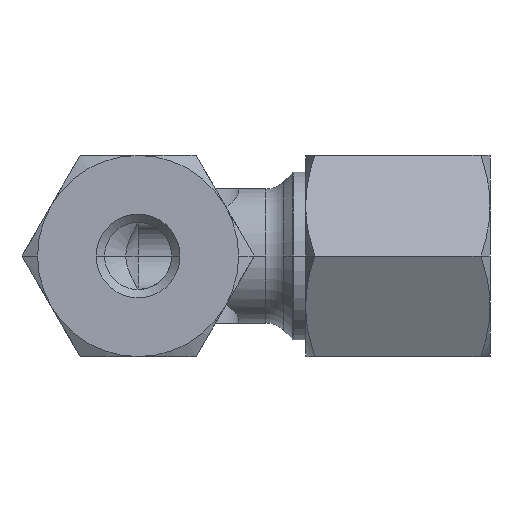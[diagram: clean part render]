
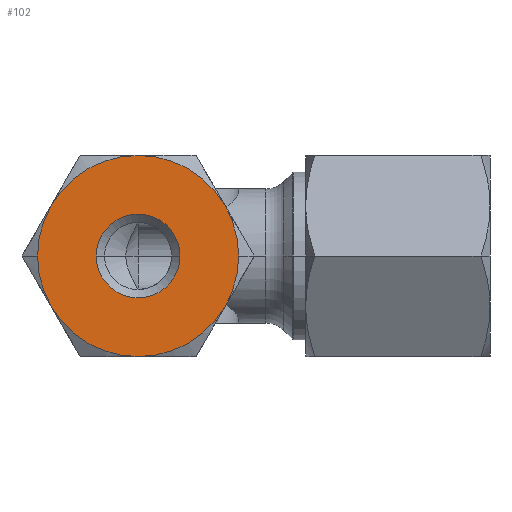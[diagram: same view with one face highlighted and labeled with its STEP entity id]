
A CAD part, front view. The second image highlights one B-rep face of the part: STEP entity #102.
In plain terms, the highlighted planar face has unit normal (0, -1, 0).
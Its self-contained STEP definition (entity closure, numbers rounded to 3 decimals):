
#102=ADVANCED_FACE('',(#294,#295),#296,.T.);
#294=FACE_BOUND('',#566,.T.);
#295=FACE_OUTER_BOUND('',#567,.T.);
#296=PLANE('',#568);
#566=EDGE_LOOP('',(#1160,#1161));
#567=EDGE_LOOP('',(#1162,#1163,#1164,#1165,#1166,#1167,#1168,#1169));
#568=AXIS2_PLACEMENT_3D('',#1170,#1171,#1172);
#1160=ORIENTED_EDGE('',*,*,#1890,.T.);
#1161=ORIENTED_EDGE('',*,*,#1886,.T.);
#1162=ORIENTED_EDGE('',*,*,#1930,.F.);
#1163=ORIENTED_EDGE('',*,*,#1840,.F.);
#1164=ORIENTED_EDGE('',*,*,#1933,.F.);
#1165=ORIENTED_EDGE('',*,*,#1935,.F.);
#1166=ORIENTED_EDGE('',*,*,#1939,.F.);
#1167=ORIENTED_EDGE('',*,*,#1940,.F.);
#1168=ORIENTED_EDGE('',*,*,#1838,.F.);
#1169=ORIENTED_EDGE('',*,*,#1944,.F.);
#1170=CARTESIAN_POINT('',(0.,-21.0,0.));
#1171=DIRECTION('',(0.,-1.0,0.0));
#1172=DIRECTION('',(0.0,0.0,1.0));
#1838=EDGE_CURVE('',#2217,#2215,#2219,.T.);
#1840=EDGE_CURVE('',#2220,#2223,#2224,.T.);
#1886=EDGE_CURVE('',#2302,#2304,#2306,.T.);
#1890=EDGE_CURVE('',#2304,#2302,#2311,.T.);
#1930=EDGE_CURVE('',#2223,#2372,#2373,.T.);
#1933=EDGE_CURVE('',#2375,#2220,#2377,.T.);
#1935=EDGE_CURVE('',#2379,#2375,#2381,.T.);
#1939=EDGE_CURVE('',#2385,#2379,#2387,.T.);
#1940=EDGE_CURVE('',#2215,#2385,#2388,.T.);
#1944=EDGE_CURVE('',#2372,#2217,#2393,.T.);
#2215=VERTEX_POINT('',#2864);
#2217=VERTEX_POINT('',#2867);
#2219=CIRCLE('',#2880,6.0);
#2220=VERTEX_POINT('',#2881);
#2223=VERTEX_POINT('',#2885);
#2224=CIRCLE('',#2886,6.0);
#2302=VERTEX_POINT('',#3090);
#2304=VERTEX_POINT('',#3093);
#2306=CIRCLE('',#3096,2.5);
#2311=CIRCLE('',#3123,2.5);
#2372=VERTEX_POINT('',#3353);
#2373=CIRCLE('',#3354,6.0);
#2375=VERTEX_POINT('',#3367);
#2377=CIRCLE('',#3380,6.0);
#2379=VERTEX_POINT('',#3382);
#2381=CIRCLE('',#3395,6.0);
#2385=VERTEX_POINT('',#3421);
#2387=CIRCLE('',#3434,6.0);
#2388=CIRCLE('',#3435,6.0);
#2393=CIRCLE('',#3473,6.0);
#2864=CARTESIAN_POINT('',(-6.0,-21.0,0.));
#2867=CARTESIAN_POINT('',(-5.196,-21.0,-3.0));
#2880=AXIS2_PLACEMENT_3D('',#4216,#4217,#4218);
#2881=CARTESIAN_POINT('',(6.0,-21.0,0.));
#2885=CARTESIAN_POINT('',(5.196,-21.0,-3.0));
#2886=AXIS2_PLACEMENT_3D('',#4220,#4221,#4222);
#3090=CARTESIAN_POINT('',(-2.5,-21.0,0.));
#3093=CARTESIAN_POINT('',(2.5,-21.0,0.));
#3096=AXIS2_PLACEMENT_3D('',#4296,#4297,#4298);
#3123=AXIS2_PLACEMENT_3D('',#4303,#4304,#4305);
#3353=CARTESIAN_POINT('',(0.,-21.0,-6.0));
#3354=AXIS2_PLACEMENT_3D('',#4377,#4378,#4379);
#3367=CARTESIAN_POINT('',(5.196,-21.0,3.0));
#3380=AXIS2_PLACEMENT_3D('',#4380,#4381,#4382);
#3382=CARTESIAN_POINT('',(0.,-21.0,6.0));
#3395=AXIS2_PLACEMENT_3D('',#4383,#4384,#4385);
#3421=CARTESIAN_POINT('',(-5.196,-21.0,3.0));
#3434=AXIS2_PLACEMENT_3D('',#4386,#4387,#4388);
#3435=AXIS2_PLACEMENT_3D('',#4389,#4390,#4391);
#3473=AXIS2_PLACEMENT_3D('',#4392,#4393,#4394);
#4216=CARTESIAN_POINT('',(0.,-21.0,0.0));
#4217=DIRECTION('',(0.,1.0,0.0));
#4218=DIRECTION('',(-1.0,0.,0.0));
#4220=CARTESIAN_POINT('',(0.,-21.0,0.0));
#4221=DIRECTION('',(0.,1.0,0.0));
#4222=DIRECTION('',(-1.0,0.,0.0));
#4296=CARTESIAN_POINT('',(0.,-21.0,0.0));
#4297=DIRECTION('',(0.,1.0,0.0));
#4298=DIRECTION('',(-1.0,0.,0.0));
#4303=CARTESIAN_POINT('',(0.,-21.0,0.0));
#4304=DIRECTION('',(0.,1.0,0.0));
#4305=DIRECTION('',(-1.0,0.,0.0));
#4377=CARTESIAN_POINT('',(0.,-21.0,0.0));
#4378=DIRECTION('',(0.,1.0,0.0));
#4379=DIRECTION('',(-1.0,0.,0.0));
#4380=CARTESIAN_POINT('',(0.,-21.0,0.0));
#4381=DIRECTION('',(0.,1.0,0.0));
#4382=DIRECTION('',(-1.0,0.,0.0));
#4383=CARTESIAN_POINT('',(0.,-21.0,0.0));
#4384=DIRECTION('',(0.,1.0,0.0));
#4385=DIRECTION('',(-1.0,0.,0.0));
#4386=CARTESIAN_POINT('',(0.,-21.0,0.0));
#4387=DIRECTION('',(0.,1.0,0.0));
#4388=DIRECTION('',(-1.0,0.,0.0));
#4389=CARTESIAN_POINT('',(0.,-21.0,0.0));
#4390=DIRECTION('',(0.,1.0,0.0));
#4391=DIRECTION('',(-1.0,0.,0.0));
#4392=CARTESIAN_POINT('',(0.,-21.0,0.0));
#4393=DIRECTION('',(0.,1.0,0.0));
#4394=DIRECTION('',(-1.0,0.,0.0));
